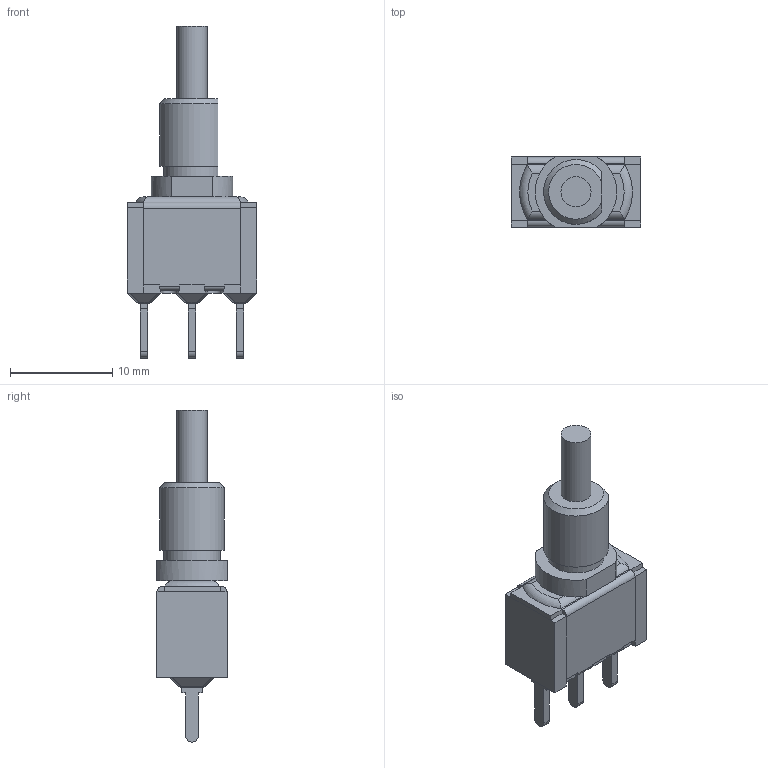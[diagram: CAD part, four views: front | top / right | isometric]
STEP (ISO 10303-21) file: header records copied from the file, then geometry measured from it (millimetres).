
FILE_DESCRIPTION(/* description */ (''),/* implementation_level */ '2;1');
FILE_NAME(/* name */ '700CSP7B61M2xE.stp',/* time_stamp */ '2025-05-16T09:32:58-05:00',/* author */ ('mroman'),/* organization */ (''),/* preprocessor_version */ 'ST-DEVELOPER v18.1',/* originating_system */ 'Autodesk Inventor 2022',/* authorisation */ '');
FILE_SCHEMA (('AUTOMOTIVE_DESIGN { 1 0 10303 214 3 1 1 }'));
Length unit declared in the file: centimetre
Products named in the file (1): 700CSP7B61M2xE
Bounding box: 12.7 x 6.9 x 32.5 mm (x, y, z)
Volume: 1172.9 mm3; surface area: 955.9 mm2
Topology: 1 solids, 2 shells, 210 faces, 523 edges, 314 vertices
Faces by surface type: plane 150, cylinder 45, sphere 12, torus 2, cone 1
Full cylindrical faces by diameter (mm): 2.92 x1, 2.946 x1
Entity records: 6081 total; most frequent: CARTESIAN_POINT 1076, DIRECTION 1034, ORIENTED_EDGE 1022, EDGE_CURVE 511, LINE 398, VECTOR 398, AXIS2_PLACEMENT_3D 318, VERTEX_POINT 314
